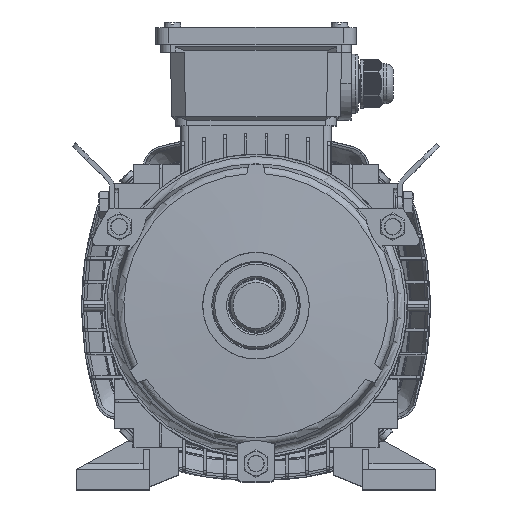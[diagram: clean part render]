
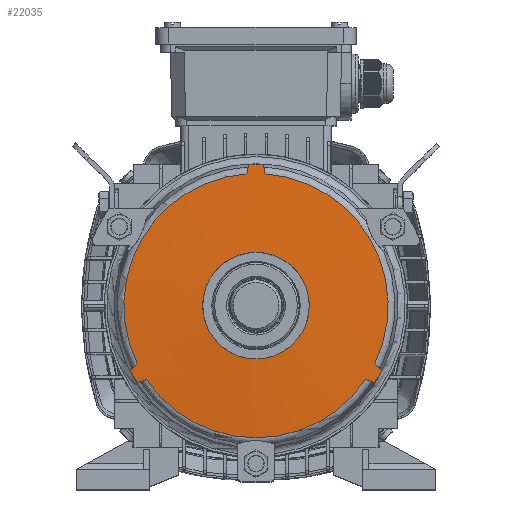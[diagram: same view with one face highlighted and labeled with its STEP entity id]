
A CAD part, top view. The second image highlights one B-rep face of the part: STEP entity #22035.
In plain terms, the highlighted conical face has half-angle 87 degrees and reference radius 71.945 mm.
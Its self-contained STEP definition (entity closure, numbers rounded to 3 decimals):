
#1507=CONICAL_SURFACE('',#83658,71.945,87.);
#22035=ADVANCED_FACE('',(#28857,#28858),#1507,.T.);
#27021=B_SPLINE_CURVE_WITH_KNOTS('',3,(#122467,#122468,#122469,#122470),
 .UNSPECIFIED.,.F.,.F.,(4,4),(0.,1.),.UNSPECIFIED.);
#27022=B_SPLINE_CURVE_WITH_KNOTS('',3,(#122474,#122475,#122476,#122477),
 .UNSPECIFIED.,.F.,.F.,(4,4),(0.,1.),.UNSPECIFIED.);
#27023=B_SPLINE_CURVE_WITH_KNOTS('',3,(#122478,#122479,#122480,#122481),
 .UNSPECIFIED.,.F.,.F.,(4,4),(0.,1.),.UNSPECIFIED.);
#27024=B_SPLINE_CURVE_WITH_KNOTS('',3,(#122485,#122486,#122487,#122488),
 .UNSPECIFIED.,.F.,.F.,(4,4),(0.,1.),.UNSPECIFIED.);
#27025=B_SPLINE_CURVE_WITH_KNOTS('',3,(#122489,#122490,#122491,#122492),
 .UNSPECIFIED.,.F.,.F.,(4,4),(0.,1.),.UNSPECIFIED.);
#27026=B_SPLINE_CURVE_WITH_KNOTS('',3,(#122496,#122497,#122498,#122499),
 .UNSPECIFIED.,.F.,.F.,(4,4),(0.,1.),.UNSPECIFIED.);
#28857=FACE_BOUND('',#31433,.T.);
#28858=FACE_BOUND('',#31434,.T.);
#31433=EDGE_LOOP('',(#42213));
#31434=EDGE_LOOP('',(#42214,#42215,#42216,#42217,#42218,#42219,#42220,#42221,
#42222,#42223,#42224,#42225));
#42213=ORIENTED_EDGE('',*,*,#69888,.F.);
#42214=ORIENTED_EDGE('',*,*,#69720,.T.);
#42215=ORIENTED_EDGE('',*,*,#69968,.T.);
#42216=ORIENTED_EDGE('',*,*,#69969,.T.);
#42217=ORIENTED_EDGE('',*,*,#69970,.F.);
#42218=ORIENTED_EDGE('',*,*,#69736,.T.);
#42219=ORIENTED_EDGE('',*,*,#69971,.T.);
#42220=ORIENTED_EDGE('',*,*,#69972,.T.);
#42221=ORIENTED_EDGE('',*,*,#69973,.F.);
#42222=ORIENTED_EDGE('',*,*,#69740,.T.);
#42223=ORIENTED_EDGE('',*,*,#69974,.T.);
#42224=ORIENTED_EDGE('',*,*,#69975,.T.);
#42225=ORIENTED_EDGE('',*,*,#69976,.F.);
#60800=VERTEX_POINT('',#120868);
#60801=VERTEX_POINT('',#120870);
#60814=VERTEX_POINT('',#120955);
#60815=VERTEX_POINT('',#120957);
#60816=VERTEX_POINT('',#120999);
#60817=VERTEX_POINT('',#121001);
#60933=VERTEX_POINT('',#122019);
#60996=VERTEX_POINT('',#122471);
#60997=VERTEX_POINT('',#122473);
#60998=VERTEX_POINT('',#122482);
#60999=VERTEX_POINT('',#122484);
#61000=VERTEX_POINT('',#122493);
#61001=VERTEX_POINT('',#122495);
#69720=EDGE_CURVE('',#60801,#60800,#79016,.T.);
#69736=EDGE_CURVE('',#60815,#60814,#79023,.T.);
#69740=EDGE_CURVE('',#60817,#60816,#79024,.T.);
#69888=EDGE_CURVE('',#60933,#60933,#79070,.T.);
#69968=EDGE_CURVE('',#60800,#60996,#27021,.T.);
#69969=EDGE_CURVE('',#60996,#60997,#79110,.T.);
#69970=EDGE_CURVE('',#60815,#60997,#27022,.T.);
#69971=EDGE_CURVE('',#60814,#60998,#27023,.T.);
#69972=EDGE_CURVE('',#60998,#60999,#79111,.T.);
#69973=EDGE_CURVE('',#60817,#60999,#27024,.T.);
#69974=EDGE_CURVE('',#60816,#61000,#27025,.T.);
#69975=EDGE_CURVE('',#61000,#61001,#79112,.T.);
#69976=EDGE_CURVE('',#60801,#61001,#27026,.T.);
#79016=CIRCLE('',#83502,71.945);
#79023=CIRCLE('',#83511,71.945);
#79024=CIRCLE('',#83513,71.945);
#79070=CIRCLE('',#83591,29.);
#79110=CIRCLE('',#83655,77.);
#79111=CIRCLE('',#83656,77.);
#79112=CIRCLE('',#83657,77.);
#83502=AXIS2_PLACEMENT_3D('',#120869,#95199,#95200);
#83511=AXIS2_PLACEMENT_3D('',#120956,#95217,#95218);
#83513=AXIS2_PLACEMENT_3D('',#121000,#95221,#95222);
#83591=AXIS2_PLACEMENT_3D('',#122018,#95389,#95390);
#83655=AXIS2_PLACEMENT_3D('',#122472,#95523,#95524);
#83656=AXIS2_PLACEMENT_3D('',#122483,#95525,#95526);
#83657=AXIS2_PLACEMENT_3D('',#122494,#95527,#95528);
#83658=AXIS2_PLACEMENT_3D('',#122500,#95529,#95530);
#95199=DIRECTION('',(0.,0.,1.));
#95200=DIRECTION('',(1.,0.,0.));
#95217=DIRECTION('',(0.,0.,1.));
#95218=DIRECTION('',(1.,0.,0.));
#95221=DIRECTION('',(0.,0.,1.));
#95222=DIRECTION('',(1.,0.,0.));
#95389=DIRECTION('',(0.,0.,1.));
#95390=DIRECTION('',(1.,0.,0.));
#95523=DIRECTION('',(0.,0.,1.));
#95524=DIRECTION('',(-1.,0.,0.));
#95525=DIRECTION('',(0.,0.,1.));
#95526=DIRECTION('',(0.5,-0.866,0.));
#95527=DIRECTION('',(0.,0.,1.));
#95528=DIRECTION('',(0.5,0.866,0.));
#95529=DIRECTION('',(0.,0.,-1.));
#95530=DIRECTION('',(-1.,0.,0.));
#120868=CARTESIAN_POINT('',(5.,71.771,228.749));
#120869=CARTESIAN_POINT('',(0.,0.,228.749));
#120870=CARTESIAN_POINT('',(64.655,-31.555,228.749));
#120955=CARTESIAN_POINT('',(-64.655,-31.555,228.749));
#120956=CARTESIAN_POINT('',(0.,0.,228.749));
#120957=CARTESIAN_POINT('',(-5.,71.771,228.749));
#120999=CARTESIAN_POINT('',(59.655,-40.216,228.749));
#121000=CARTESIAN_POINT('',(0.,0.,228.749));
#121001=CARTESIAN_POINT('',(-59.655,-40.216,228.749));
#122018=CARTESIAN_POINT('',(0.,0.,231.));
#122019=CARTESIAN_POINT('',(29.,0.,231.));
#122467=CARTESIAN_POINT('',(5.,71.771,228.749));
#122468=CARTESIAN_POINT('',(4.667,73.479,228.661));
#122469=CARTESIAN_POINT('',(4.333,75.188,228.573));
#122470=CARTESIAN_POINT('',(4.,76.896,228.484));
#122471=CARTESIAN_POINT('',(4.,76.896,228.484));
#122472=CARTESIAN_POINT('',(0.,0.,228.484));
#122473=CARTESIAN_POINT('',(-4.,76.896,228.484));
#122474=CARTESIAN_POINT('',(-5.,71.771,228.749));
#122475=CARTESIAN_POINT('',(-4.667,73.479,228.661));
#122476=CARTESIAN_POINT('',(-4.333,75.188,228.573));
#122477=CARTESIAN_POINT('',(-4.,76.896,228.484));
#122478=CARTESIAN_POINT('',(-64.655,-31.555,228.749));
#122479=CARTESIAN_POINT('',(-65.968,-32.698,228.661));
#122480=CARTESIAN_POINT('',(-67.281,-33.841,228.573));
#122481=CARTESIAN_POINT('',(-68.594,-34.984,228.484));
#122482=CARTESIAN_POINT('',(-68.594,-34.984,228.484));
#122483=CARTESIAN_POINT('',(0.,0.,228.484));
#122484=CARTESIAN_POINT('',(-64.594,-41.912,228.484));
#122485=CARTESIAN_POINT('',(-59.655,-40.216,228.749));
#122486=CARTESIAN_POINT('',(-61.302,-40.781,228.661));
#122487=CARTESIAN_POINT('',(-62.948,-41.347,228.573));
#122488=CARTESIAN_POINT('',(-64.594,-41.912,228.484));
#122489=CARTESIAN_POINT('',(59.655,-40.216,228.749));
#122490=CARTESIAN_POINT('',(61.302,-40.781,228.661));
#122491=CARTESIAN_POINT('',(62.948,-41.347,228.573));
#122492=CARTESIAN_POINT('',(64.594,-41.912,228.484));
#122493=CARTESIAN_POINT('',(64.594,-41.912,228.484));
#122494=CARTESIAN_POINT('',(0.,0.,228.484));
#122495=CARTESIAN_POINT('',(68.594,-34.984,228.484));
#122496=CARTESIAN_POINT('',(64.655,-31.555,228.749));
#122497=CARTESIAN_POINT('',(65.968,-32.698,228.661));
#122498=CARTESIAN_POINT('',(67.281,-33.841,228.573));
#122499=CARTESIAN_POINT('',(68.594,-34.984,228.484));
#122500=CARTESIAN_POINT('',(0.,0.,228.749));
